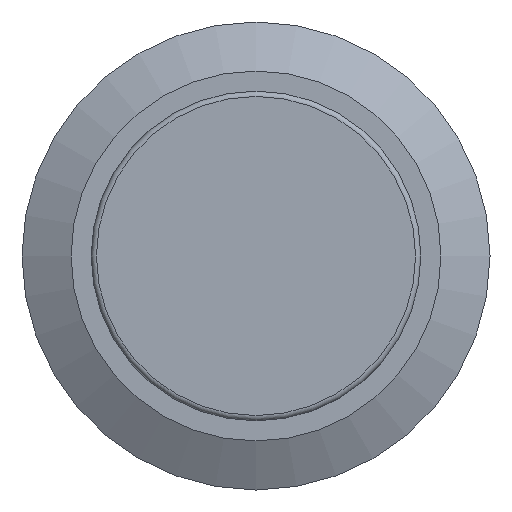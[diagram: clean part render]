
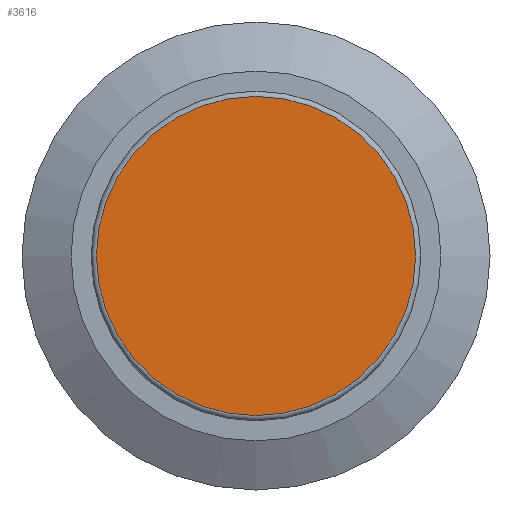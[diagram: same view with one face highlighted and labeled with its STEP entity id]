
A CAD part, left-side view. The second image highlights one B-rep face of the part: STEP entity #3616.
In plain terms, the highlighted planar face has unit normal (-1, 0, 0).
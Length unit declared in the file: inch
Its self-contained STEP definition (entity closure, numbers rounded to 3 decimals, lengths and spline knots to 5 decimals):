
#284=PLANE('',#3839);
#473=FACE_OUTER_BOUND('',#697,.T.);
#697=EDGE_LOOP('',(#3368));
#1540=CIRCLE('',#3838,0.29528);
#1878=VERTEX_POINT('',#6183);
#2377=EDGE_CURVE('',#1878,#1878,#1540,.T.);
#3368=ORIENTED_EDGE('',*,*,#2377,.F.);
#3616=ADVANCED_FACE('',(#473),#284,.F.);
#3838=AXIS2_PLACEMENT_3D('',#6185,#4631,#4632);
#3839=AXIS2_PLACEMENT_3D('',#6186,#4633,#4634);
#4631=DIRECTION('center_axis',(1.,0.,0.));
#4632=DIRECTION('ref_axis',(0.,0.,-1.));
#4633=DIRECTION('center_axis',(1.,0.,0.));
#4634=DIRECTION('ref_axis',(0.,0.,-1.));
#6183=CARTESIAN_POINT('',(-0.15748,0.,0.29528));
#6185=CARTESIAN_POINT('Origin',(-0.15748,0.,0.));
#6186=CARTESIAN_POINT('Origin',(-0.15748,0.,0.));
